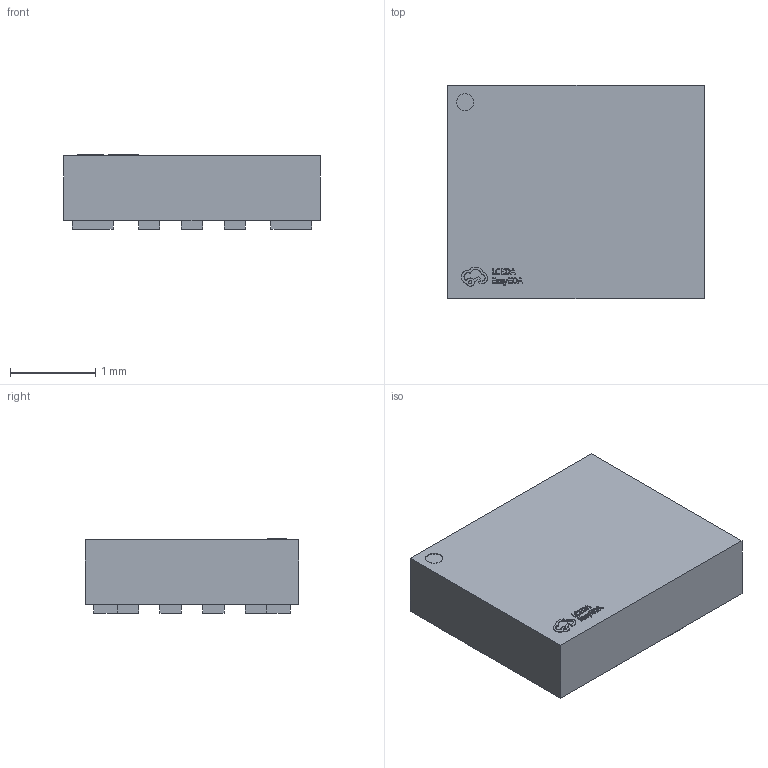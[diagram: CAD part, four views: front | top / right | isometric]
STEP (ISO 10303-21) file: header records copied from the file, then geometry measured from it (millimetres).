
FILE_DESCRIPTION (( 'STEP AP214' ), '1' );
FILE_NAME ('LGA-14_L3.0-W2.5-P0.50-TL_QMI8658A.STEP', '2023-10-10T11:41:49', ( 'Windows 蚚誧' ), ( 'Organization' ), 'SwSTEP 2.0', 'SolidWorks 2020', '' );
FILE_SCHEMA (( 'AUTOMOTIVE_DESIGN' ));
Length unit declared in the file: millimetre
Products named in the file (1): LGA-14_L3.0-W2.5-P0.50-TL_QMI8658A
Bounding box: 3 x 2.5 x 0.87 mm (x, y, z)
Volume: 5.9 mm3; surface area: 28.9 mm2
Topology: 28 solids, 28 shells, 329 faces, 813 edges, 542 vertices
Faces by surface type: plane 229, bspline 98, cylinder 2
Entity records: 14063 total; most frequent: CARTESIAN_POINT 2991, ORIENTED_EDGE 1626, DIRECTION 1081, EDGE_CURVE 813, VECTOR 609, LINE 609, VERTEX_POINT 542, UNCERTAINTY_MEASURE_WITH_UNIT 359
